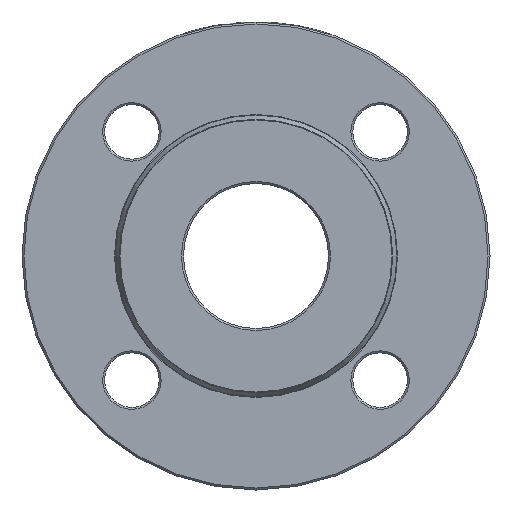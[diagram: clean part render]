
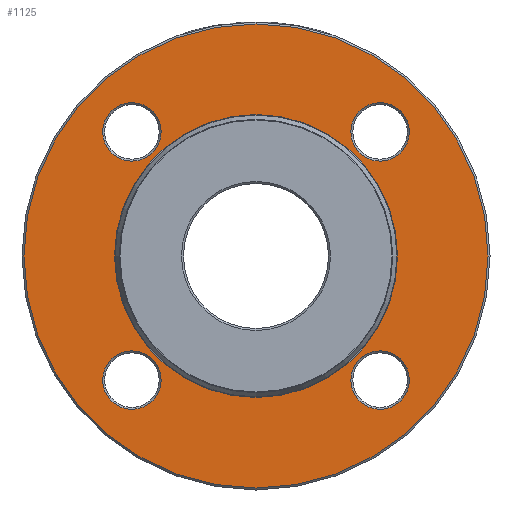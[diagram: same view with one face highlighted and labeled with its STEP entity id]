
A CAD part, left-side view. The second image highlights one B-rep face of the part: STEP entity #1125.
In plain terms, the highlighted planar face has unit normal (-1, 0, 0).
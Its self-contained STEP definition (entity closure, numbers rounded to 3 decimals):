
#23 = AXIS2_PLACEMENT_3D ( 'NONE', #4408, #1899, #1553 ) ;
#181 = DIRECTION ( 'NONE',  ( 1., 0., 0. ) ) ;
#231 = VERTEX_POINT ( 'NONE', #4445 ) ;
#274 = AXIS2_PLACEMENT_3D ( 'NONE', #3117, #1749, #1399 ) ;
#300 = EDGE_CURVE ( 'NONE', #2661, #2661, #1686, .T. ) ;
#430 = EDGE_LOOP ( 'NONE', ( #2594 ) ) ;
#532 = CARTESIAN_POINT ( 'NONE',  ( 2., 0., -36.27 ) ) ;
#567 = CIRCLE ( 'NONE', #1536, 7.5 ) ;
#573 = CARTESIAN_POINT ( 'NONE',  ( 2., 36.155, 0. ) ) ;
#603 = CIRCLE ( 'NONE', #3882, 7.5 ) ;
#617 = EDGE_CURVE ( 'NONE', #3068, #3068, #567, .T. ) ;
#642 = DIRECTION ( 'NONE',  ( 0., 0., -1. ) ) ;
#784 = EDGE_LOOP ( 'NONE', ( #1239 ) ) ;
#896 = EDGE_CURVE ( 'NONE', #1213, #1213, #3430, .T. ) ;
#901 = DIRECTION ( 'NONE',  ( 0., 1., 0. ) ) ;
#926 = FACE_BOUND ( 'NONE', #1008, .T. ) ;
#943 = CIRCLE ( 'NONE', #1535, 59.5 ) ;
#1008 = EDGE_LOOP ( 'NONE', ( #3936 ) ) ;
#1125 = ADVANCED_FACE ( 'NONE', ( #1691, #926, #3439, #2337, #3763, #2718 ), #2443, .F. ) ;
#1213 = VERTEX_POINT ( 'NONE', #532 ) ;
#1239 = ORIENTED_EDGE ( 'NONE', *, *, #300, .T. ) ;
#1311 = VERTEX_POINT ( 'NONE', #2724 ) ;
#1387 = EDGE_CURVE ( 'NONE', #1311, #1311, #1589, .T. ) ;
#1399 = DIRECTION ( 'NONE',  ( 0., -1., 0. ) ) ;
#1535 = AXIS2_PLACEMENT_3D ( 'NONE', #2376, #2031, #4221 ) ;
#1536 = AXIS2_PLACEMENT_3D ( 'NONE', #3122, #4128, #4172 ) ;
#1553 = DIRECTION ( 'NONE',  ( 0., 0., -1. ) ) ;
#1589 = CIRCLE ( 'NONE', #23, 7.5 ) ;
#1686 = CIRCLE ( 'NONE', #274, 7.5 ) ;
#1691 = FACE_BOUND ( 'NONE', #784, .T. ) ;
#1749 = DIRECTION ( 'NONE',  ( 1., 0., 0. ) ) ;
#1891 = ORIENTED_EDGE ( 'NONE', *, *, #3278, .T. ) ;
#1899 = DIRECTION ( 'NONE',  ( 1., 0., 0. ) ) ;
#1993 = CARTESIAN_POINT ( 'NONE',  ( 2., 31.82, 31.82 ) ) ;
#2031 = DIRECTION ( 'NONE',  ( -1., 0., 0. ) ) ;
#2033 = AXIS2_PLACEMENT_3D ( 'NONE', #573, #3859, #642 ) ;
#2192 = EDGE_LOOP ( 'NONE', ( #1891 ) ) ;
#2337 = FACE_BOUND ( 'NONE', #4557, .T. ) ;
#2376 = CARTESIAN_POINT ( 'NONE',  ( 2., 0., 0. ) ) ;
#2443 = PLANE ( 'NONE',  #2033 ) ;
#2594 = ORIENTED_EDGE ( 'NONE', *, *, #2995, .T. ) ;
#2661 = VERTEX_POINT ( 'NONE', #4119 ) ;
#2700 = DIRECTION ( 'NONE',  ( 0., 0., -1. ) ) ;
#2718 = FACE_OUTER_BOUND ( 'NONE', #2192, .T. ) ;
#2724 = CARTESIAN_POINT ( 'NONE',  ( 2., 31.82, -39.32 ) ) ;
#2829 = AXIS2_PLACEMENT_3D ( 'NONE', #2970, #181, #2700 ) ;
#2970 = CARTESIAN_POINT ( 'NONE',  ( 2., 0., 0. ) ) ;
#2995 = EDGE_CURVE ( 'NONE', #231, #231, #603, .T. ) ;
#3068 = VERTEX_POINT ( 'NONE', #3727 ) ;
#3117 = CARTESIAN_POINT ( 'NONE',  ( 2., -31.82, -31.82 ) ) ;
#3122 = CARTESIAN_POINT ( 'NONE',  ( 2., -31.82, 31.82 ) ) ;
#3278 = EDGE_CURVE ( 'NONE', #3353, #3353, #943, .T. ) ;
#3353 = VERTEX_POINT ( 'NONE', #3793 ) ;
#3430 = CIRCLE ( 'NONE', #2829, 36.27 ) ;
#3439 = FACE_BOUND ( 'NONE', #430, .T. ) ;
#3727 = CARTESIAN_POINT ( 'NONE',  ( 2., -31.82, 39.32 ) ) ;
#3763 = FACE_BOUND ( 'NONE', #3993, .T. ) ;
#3793 = CARTESIAN_POINT ( 'NONE',  ( 2., 0., -59.5 ) ) ;
#3859 = DIRECTION ( 'NONE',  ( 1., 0., 0. ) ) ;
#3882 = AXIS2_PLACEMENT_3D ( 'NONE', #1993, #4090, #901 ) ;
#3936 = ORIENTED_EDGE ( 'NONE', *, *, #617, .T. ) ;
#3993 = EDGE_LOOP ( 'NONE', ( #4386 ) ) ;
#4090 = DIRECTION ( 'NONE',  ( 1., 0., 0. ) ) ;
#4119 = CARTESIAN_POINT ( 'NONE',  ( 2., -39.32, -31.82 ) ) ;
#4128 = DIRECTION ( 'NONE',  ( 1., 0., 0. ) ) ;
#4172 = DIRECTION ( 'NONE',  ( 0., 0., 1. ) ) ;
#4199 = ORIENTED_EDGE ( 'NONE', *, *, #1387, .T. ) ;
#4221 = DIRECTION ( 'NONE',  ( 0., 0., -1. ) ) ;
#4386 = ORIENTED_EDGE ( 'NONE', *, *, #896, .T. ) ;
#4408 = CARTESIAN_POINT ( 'NONE',  ( 2., 31.82, -31.82 ) ) ;
#4445 = CARTESIAN_POINT ( 'NONE',  ( 2., 39.32, 31.82 ) ) ;
#4557 = EDGE_LOOP ( 'NONE', ( #4199 ) ) ;
